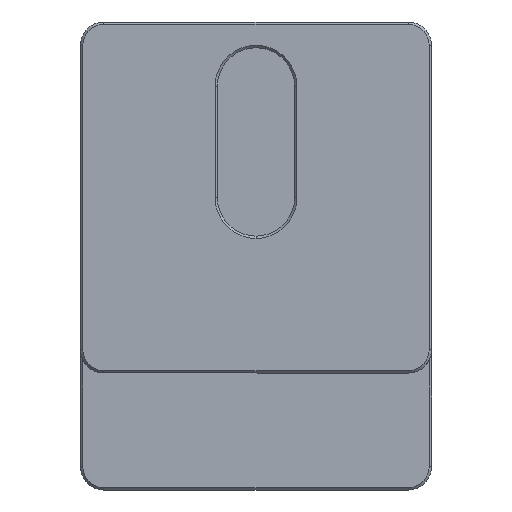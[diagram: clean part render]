
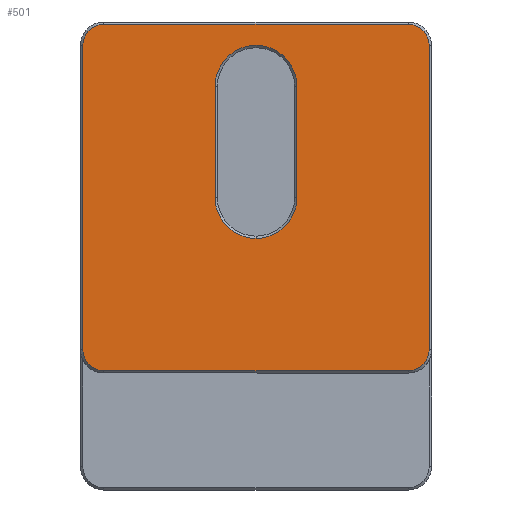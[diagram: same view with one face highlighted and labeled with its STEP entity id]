
A CAD part, front view. The second image highlights one B-rep face of the part: STEP entity #501.
In plain terms, the highlighted planar face has unit normal (0, -1, 0).
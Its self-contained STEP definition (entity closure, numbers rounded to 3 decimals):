
#15 = CARTESIAN_POINT ( 'NONE',  ( 0., 0., 14.8 ) ) ;
#70 = LINE ( 'NONE', #1693, #1306 ) ;
#82 = CARTESIAN_POINT ( 'NONE',  ( -14.8, 0., 13. ) ) ;
#83 = AXIS2_PLACEMENT_3D ( 'NONE', #465, #1120, #1518 ) ;
#95 = DIRECTION ( 'NONE',  ( 0., 0., -1. ) ) ;
#100 = ORIENTED_EDGE ( 'NONE', *, *, #1467, .T. ) ;
#103 = VERTEX_POINT ( 'NONE', #1099 ) ;
#144 = VERTEX_POINT ( 'NONE', #607 ) ;
#149 = EDGE_CURVE ( 'NONE', #144, #1153, #867, .T. ) ;
#162 = CIRCLE ( 'NONE', #1357, 3.5 ) ;
#169 = EDGE_CURVE ( 'NONE', #1153, #699, #162, .T. ) ;
#176 = ORIENTED_EDGE ( 'NONE', *, *, #1077, .T. ) ;
#200 = VERTEX_POINT ( 'NONE', #82 ) ;
#212 = EDGE_LOOP ( 'NONE', ( #176, #432, #1712, #1574, #1016, #1602, #100, #1391 ) ) ;
#237 = DIRECTION ( 'NONE',  ( 0., -1., 0. ) ) ;
#255 = VERTEX_POINT ( 'NONE', #1488 ) ;
#265 = DIRECTION ( 'NONE',  ( 0., 0., 1. ) ) ;
#278 = CARTESIAN_POINT ( 'NONE',  ( 3.5, 0., 0. ) ) ;
#291 = DIRECTION ( 'NONE',  ( 0., 1., 0. ) ) ;
#321 = EDGE_CURVE ( 'NONE', #699, #1101, #921, .T. ) ;
#325 = CARTESIAN_POINT ( 'NONE',  ( 0., 0., 0. ) ) ;
#343 = CARTESIAN_POINT ( 'NONE',  ( 13., 0., 13. ) ) ;
#347 = VERTEX_POINT ( 'NONE', #1327 ) ;
#374 = CARTESIAN_POINT ( 'NONE',  ( 0., 0., 0. ) ) ;
#386 = EDGE_CURVE ( 'NONE', #255, #103, #1384, .T. ) ;
#428 = AXIS2_PLACEMENT_3D ( 'NONE', #343, #237, #1444 ) ;
#432 = ORIENTED_EDGE ( 'NONE', *, *, #1147, .T. ) ;
#449 = CIRCLE ( 'NONE', #1108, 3.5 ) ;
#453 = DIRECTION ( 'NONE',  ( -1., 0., 0. ) ) ;
#465 = CARTESIAN_POINT ( 'NONE',  ( -13., 0., -13. ) ) ;
#484 = CIRCLE ( 'NONE', #428, 1.8 ) ;
#499 = LINE ( 'NONE', #1698, #987 ) ;
#501 = ADVANCED_FACE ( 'NONE', ( #1183, #1455 ), #1733, .F. ) ;
#504 = DIRECTION ( 'NONE',  ( 0., 0., 1. ) ) ;
#507 = EDGE_LOOP ( 'NONE', ( #1727, #695, #1563, #1335, #680 ) ) ;
#514 = EDGE_CURVE ( 'NONE', #200, #255, #70, .T. ) ;
#527 = EDGE_CURVE ( 'NONE', #347, #1206, #484, .T. ) ;
#565 = CIRCLE ( 'NONE', #966, 3.5 ) ;
#566 = DIRECTION ( 'NONE',  ( 0., 0., 1. ) ) ;
#592 = EDGE_CURVE ( 'NONE', #1101, #1041, #565, .T. ) ;
#593 = VECTOR ( 'NONE', #1626, 1000. ) ;
#607 = CARTESIAN_POINT ( 'NONE',  ( -3.5, 0., 0. ) ) ;
#618 = EDGE_CURVE ( 'NONE', #1171, #1011, #1590, .T. ) ;
#656 = AXIS2_PLACEMENT_3D ( 'NONE', #1494, #945, #265 ) ;
#672 = CARTESIAN_POINT ( 'NONE',  ( 14.8, 0., -13. ) ) ;
#680 = ORIENTED_EDGE ( 'NONE', *, *, #321, .T. ) ;
#682 = CARTESIAN_POINT ( 'NONE',  ( -13., 0., 14.8 ) ) ;
#691 = DIRECTION ( 'NONE',  ( 0., 0., 1. ) ) ;
#695 = ORIENTED_EDGE ( 'NONE', *, *, #1352, .T. ) ;
#699 = VERTEX_POINT ( 'NONE', #1501 ) ;
#719 = DIRECTION ( 'NONE',  ( 0., -1., 0. ) ) ;
#753 = DIRECTION ( 'NONE',  ( 0., 1., 0. ) ) ;
#788 = CARTESIAN_POINT ( 'NONE',  ( 0., 0., -14.8 ) ) ;
#853 = AXIS2_PLACEMENT_3D ( 'NONE', #1234, #719, #691 ) ;
#867 = LINE ( 'NONE', #1128, #1617 ) ;
#880 = DIRECTION ( 'NONE',  ( 0., 0., 1. ) ) ;
#921 = LINE ( 'NONE', #1759, #1736 ) ;
#945 = DIRECTION ( 'NONE',  ( 0., -1., 0. ) ) ;
#964 = LINE ( 'NONE', #15, #1710 ) ;
#966 = AXIS2_PLACEMENT_3D ( 'NONE', #1097, #1369, #1623 ) ;
#987 = VECTOR ( 'NONE', #880, 1000. ) ;
#1011 = VERTEX_POINT ( 'NONE', #672 ) ;
#1013 = DIRECTION ( 'NONE',  ( 0., 0., -1. ) ) ;
#1016 = ORIENTED_EDGE ( 'NONE', *, *, #1639, .T. ) ;
#1041 = VERTEX_POINT ( 'NONE', #1113 ) ;
#1077 = EDGE_CURVE ( 'NONE', #1206, #1550, #964, .T. ) ;
#1097 = CARTESIAN_POINT ( 'NONE',  ( 0., 0., 0. ) ) ;
#1099 = CARTESIAN_POINT ( 'NONE',  ( -13., 0., -14.8 ) ) ;
#1101 = VERTEX_POINT ( 'NONE', #278 ) ;
#1108 = AXIS2_PLACEMENT_3D ( 'NONE', #325, #291, #566 ) ;
#1113 = CARTESIAN_POINT ( 'NONE',  ( 0., 0., -3.5 ) ) ;
#1120 = DIRECTION ( 'NONE',  ( 0., -1., 0. ) ) ;
#1128 = CARTESIAN_POINT ( 'NONE',  ( -3.5, 0., 0. ) ) ;
#1137 = CARTESIAN_POINT ( 'NONE',  ( -3.5, 0., 9.5 ) ) ;
#1147 = EDGE_CURVE ( 'NONE', #1550, #200, #1227, .T. ) ;
#1151 = DIRECTION ( 'NONE',  ( 0., 0., 1. ) ) ;
#1153 = VERTEX_POINT ( 'NONE', #1137 ) ;
#1171 = VERTEX_POINT ( 'NONE', #1553 ) ;
#1183 = FACE_BOUND ( 'NONE', #507, .T. ) ;
#1196 = AXIS2_PLACEMENT_3D ( 'NONE', #374, #1287, #504 ) ;
#1206 = VERTEX_POINT ( 'NONE', #1424 ) ;
#1227 = CIRCLE ( 'NONE', #853, 1.8 ) ;
#1234 = CARTESIAN_POINT ( 'NONE',  ( -13., 0., 13. ) ) ;
#1287 = DIRECTION ( 'NONE',  ( 0., 1., 0. ) ) ;
#1306 = VECTOR ( 'NONE', #1013, 1000. ) ;
#1327 = CARTESIAN_POINT ( 'NONE',  ( 14.8, 0., 13. ) ) ;
#1335 = ORIENTED_EDGE ( 'NONE', *, *, #169, .T. ) ;
#1352 = EDGE_CURVE ( 'NONE', #1041, #144, #449, .T. ) ;
#1357 = AXIS2_PLACEMENT_3D ( 'NONE', #1539, #753, #1151 ) ;
#1369 = DIRECTION ( 'NONE',  ( 0., 1., 0. ) ) ;
#1384 = CIRCLE ( 'NONE', #83, 1.8 ) ;
#1391 = ORIENTED_EDGE ( 'NONE', *, *, #527, .T. ) ;
#1414 = DIRECTION ( 'NONE',  ( 0., 0., 1. ) ) ;
#1424 = CARTESIAN_POINT ( 'NONE',  ( 13., 0., 14.8 ) ) ;
#1444 = DIRECTION ( 'NONE',  ( 0., 0., 1. ) ) ;
#1455 = FACE_OUTER_BOUND ( 'NONE', #212, .T. ) ;
#1467 = EDGE_CURVE ( 'NONE', #1011, #347, #499, .T. ) ;
#1488 = CARTESIAN_POINT ( 'NONE',  ( -14.8, 0., -13. ) ) ;
#1494 = CARTESIAN_POINT ( 'NONE',  ( 13., 0., -13. ) ) ;
#1501 = CARTESIAN_POINT ( 'NONE',  ( 3.5, 0., 9.5 ) ) ;
#1518 = DIRECTION ( 'NONE',  ( 0., 0., 1. ) ) ;
#1539 = CARTESIAN_POINT ( 'NONE',  ( 0., 0., 9.5 ) ) ;
#1550 = VERTEX_POINT ( 'NONE', #682 ) ;
#1553 = CARTESIAN_POINT ( 'NONE',  ( 13., 0., -14.8 ) ) ;
#1563 = ORIENTED_EDGE ( 'NONE', *, *, #149, .T. ) ;
#1574 = ORIENTED_EDGE ( 'NONE', *, *, #386, .T. ) ;
#1590 = CIRCLE ( 'NONE', #656, 1.8 ) ;
#1602 = ORIENTED_EDGE ( 'NONE', *, *, #618, .T. ) ;
#1617 = VECTOR ( 'NONE', #1414, 1000. ) ;
#1623 = DIRECTION ( 'NONE',  ( 0., 0., 1. ) ) ;
#1626 = DIRECTION ( 'NONE',  ( 1., 0., 0. ) ) ;
#1639 = EDGE_CURVE ( 'NONE', #103, #1171, #1748, .T. ) ;
#1693 = CARTESIAN_POINT ( 'NONE',  ( -14.8, 0., 0. ) ) ;
#1698 = CARTESIAN_POINT ( 'NONE',  ( 14.8, 0., 0. ) ) ;
#1710 = VECTOR ( 'NONE', #453, 1000. ) ;
#1712 = ORIENTED_EDGE ( 'NONE', *, *, #514, .T. ) ;
#1727 = ORIENTED_EDGE ( 'NONE', *, *, #592, .T. ) ;
#1733 = PLANE ( 'NONE',  #1196 ) ;
#1736 = VECTOR ( 'NONE', #95, 1000. ) ;
#1748 = LINE ( 'NONE', #788, #593 ) ;
#1759 = CARTESIAN_POINT ( 'NONE',  ( 3.5, 0., 0. ) ) ;
